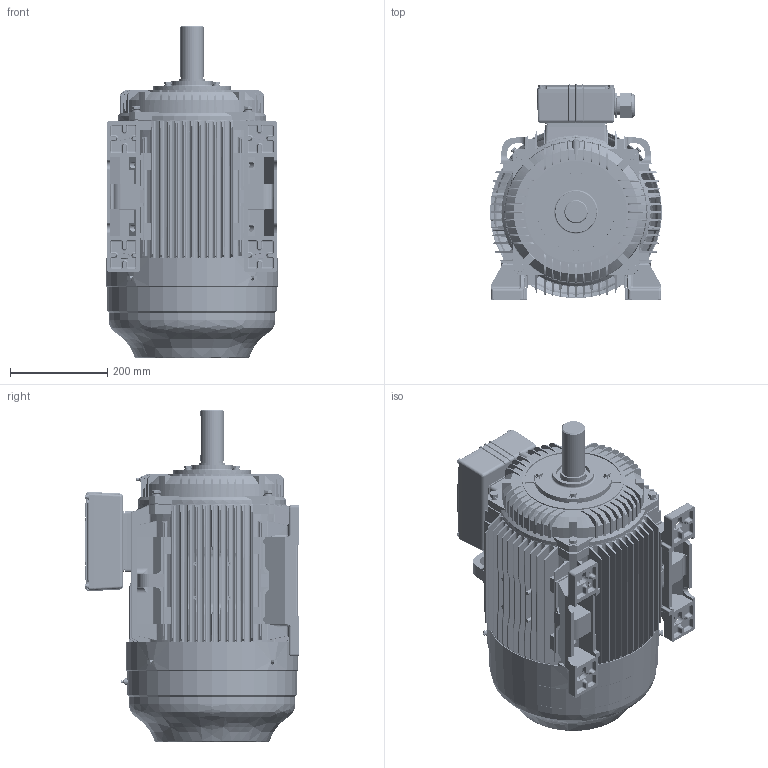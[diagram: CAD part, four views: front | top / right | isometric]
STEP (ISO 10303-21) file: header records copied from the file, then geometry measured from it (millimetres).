
FILE_DESCRIPTION (( 'STEP AP203' ), '1' );
FILE_NAME ('WE180M-468 B3.STEP', '2017-06-21T00:35:52', ( 'Sky123.Org' ), ( 'Sky123.Org' ), 'SwSTEP 2.0', 'SolidWorks 2012', '' );
FILE_SCHEMA (( 'CONFIG_CONTROL_DESIGN' ));
Products named in the file (1): WE180M-468 B3
Bounding box: 355 x 442.71 x 683.99 mm (x, y, z)
Volume: 36687021.9 mm3; surface area: 2793482.6 mm2
Topology: 69 solids, 69 shells, 7486 faces, 20383 edges, 13104 vertices
Faces by surface type: cylinder 3000, plane 2736, bspline 833, cone 795, torus 118, sphere 4
Entity records: 337469 total; most frequent: CARTESIAN_POINT 159562, ORIENTED_EDGE 40658, DIRECTION 32239, EDGE_CURVE 20329, VERTEX_POINT 13104, AXIS2_PLACEMENT_3D 11666, VECTOR 8907, LINE 8907
